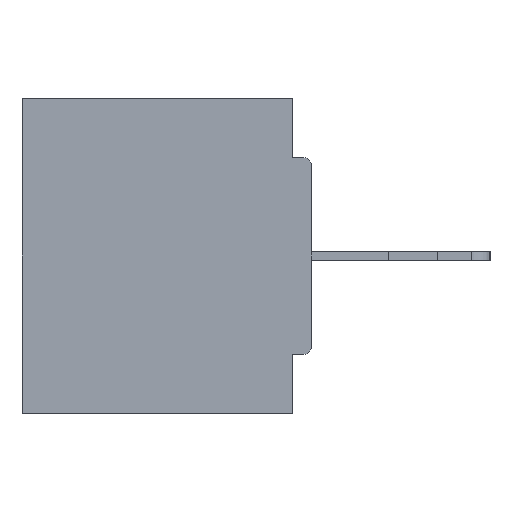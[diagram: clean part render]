
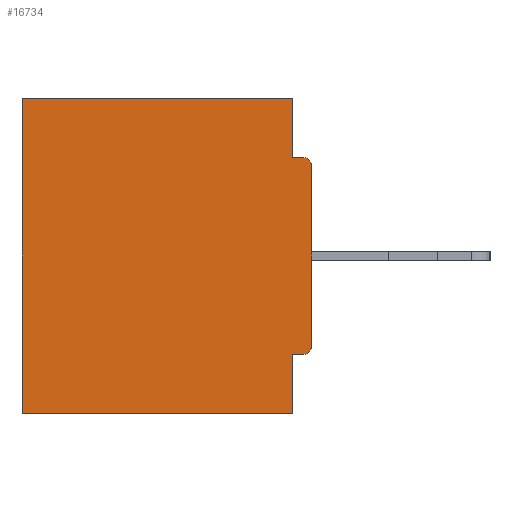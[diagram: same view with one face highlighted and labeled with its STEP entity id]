
A CAD part, left-side view. The second image highlights one B-rep face of the part: STEP entity #16734.
In plain terms, the highlighted planar face has unit normal (-1, 0, 0).
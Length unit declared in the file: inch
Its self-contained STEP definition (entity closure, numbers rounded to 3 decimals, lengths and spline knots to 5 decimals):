
#1574 = VERTEX_POINT ( 'NONE', #29838 ) ;
#1678 = DIRECTION ( 'NONE',  ( 1., 0., 0. ) ) ;
#1975 = CARTESIAN_POINT ( 'NONE',  ( 0.298, 0.031, -0.0935 ) ) ;
#2347 = VERTEX_POINT ( 'NONE', #31620 ) ;
#2677 = ORIENTED_EDGE ( 'NONE', *, *, #16342, .F. ) ;
#2821 = ORIENTED_EDGE ( 'NONE', *, *, #30207, .T. ) ;
#2891 = VECTOR ( 'NONE', #21246, 39.37008 ) ;
#3013 = LINE ( 'NONE', #24302, #9600 ) ;
#3090 = CARTESIAN_POINT ( 'NONE',  ( 0.298, 0., -0.0935 ) ) ;
#3233 = VECTOR ( 'NONE', #19611, 39.37008 ) ;
#3289 = DIRECTION ( 'NONE',  ( 0., -1., 0. ) ) ;
#6637 = VECTOR ( 'NONE', #25665, 39.37008 ) ;
#6677 = VECTOR ( 'NONE', #29668, 39.37008 ) ;
#7192 = VERTEX_POINT ( 'NONE', #1975 ) ;
#7286 = AXIS2_PLACEMENT_3D ( 'NONE', #23349, #1678, #20794 ) ;
#7517 = LINE ( 'NONE', #33545, #6637 ) ;
#7962 = CARTESIAN_POINT ( 'NONE',  ( 0.298, 0.015, -0.3915 ) ) ;
#7972 = EDGE_CURVE ( 'NONE', #7192, #28600, #17384, .T. ) ;
#8803 = CARTESIAN_POINT ( 'NONE',  ( 0.298, 0.031, -0.5 ) ) ;
#9210 = CARTESIAN_POINT ( 'NONE',  ( 0.298, 0.015, -0.1085 ) ) ;
#9459 = CARTESIAN_POINT ( 'NONE',  ( 0.298, 0., -0.5 ) ) ;
#9600 = VECTOR ( 'NONE', #26978, 39.37008 ) ;
#9865 = DIRECTION ( 'NONE',  ( 0., 0., -1. ) ) ;
#10662 = LINE ( 'NONE', #8803, #3233 ) ;
#10706 = DIRECTION ( 'NONE',  ( 0., 0., -1. ) ) ;
#10732 = ORIENTED_EDGE ( 'NONE', *, *, #7972, .F. ) ;
#11083 = CARTESIAN_POINT ( 'NONE',  ( 0.298, 0.031, 0. ) ) ;
#11166 = VERTEX_POINT ( 'NONE', #24549 ) ;
#11937 = DIRECTION ( 'NONE',  ( 0., 0., -1. ) ) ;
#11946 = ORIENTED_EDGE ( 'NONE', *, *, #17675, .T. ) ;
#13349 = CIRCLE ( 'NONE', #25602, 0.015 ) ;
#13614 = CARTESIAN_POINT ( 'NONE',  ( 0.298, 0.031, -0.4065 ) ) ;
#14723 = EDGE_CURVE ( 'NONE', #16368, #7192, #10662, .T. ) ;
#14754 = LINE ( 'NONE', #18905, #6677 ) ;
#14894 = DIRECTION ( 'NONE',  ( 0., 1., 0. ) ) ;
#15410 = PLANE ( 'NONE',  #7286 ) ;
#15638 = VERTEX_POINT ( 'NONE', #13614 ) ;
#16140 = AXIS2_PLACEMENT_3D ( 'NONE', #9210, #27930, #11937 ) ;
#16187 = VERTEX_POINT ( 'NONE', #31739 ) ;
#16342 = EDGE_CURVE ( 'NONE', #1574, #11166, #14754, .T. ) ;
#16368 = VERTEX_POINT ( 'NONE', #11083 ) ;
#16734 = ADVANCED_FACE ( 'NONE', ( #30588 ), #15410, .F. ) ;
#17384 = LINE ( 'NONE', #3090, #30741 ) ;
#17525 = VECTOR ( 'NONE', #9865, 39.37008 ) ;
#17675 = EDGE_CURVE ( 'NONE', #1574, #28600, #34209, .T. ) ;
#18508 = CARTESIAN_POINT ( 'NONE',  ( 0.298, 0., -0.4065 ) ) ;
#18905 = CARTESIAN_POINT ( 'NONE',  ( 0.298, 0., 0. ) ) ;
#19611 = DIRECTION ( 'NONE',  ( 0., 0., -1. ) ) ;
#20539 = CARTESIAN_POINT ( 'NONE',  ( 0.298, 0.46, 0. ) ) ;
#20794 = DIRECTION ( 'NONE',  ( 0., 0., -1. ) ) ;
#21246 = DIRECTION ( 'NONE',  ( 0., 1., 0. ) ) ;
#21589 = CARTESIAN_POINT ( 'NONE',  ( 0.298, 0.46, 0. ) ) ;
#23349 = CARTESIAN_POINT ( 'NONE',  ( 0.298, 0., 0. ) ) ;
#23956 = ORIENTED_EDGE ( 'NONE', *, *, #14723, .F. ) ;
#24162 = EDGE_CURVE ( 'NONE', #2347, #15638, #24547, .T. ) ;
#24256 = VERTEX_POINT ( 'NONE', #21589 ) ;
#24302 = CARTESIAN_POINT ( 'NONE',  ( 0.298, 0.031, -0.5 ) ) ;
#24547 = LINE ( 'NONE', #18508, #2891 ) ;
#24549 = CARTESIAN_POINT ( 'NONE',  ( 0.298, 0., -0.3915 ) ) ;
#24600 = LINE ( 'NONE', #20539, #17525 ) ;
#25602 = AXIS2_PLACEMENT_3D ( 'NONE', #7962, #26722, #10706 ) ;
#25665 = DIRECTION ( 'NONE',  ( 0., 1., 0. ) ) ;
#26202 = EDGE_LOOP ( 'NONE', ( #11946, #10732, #23956, #27649, #29621, #27245, #31564, #28584, #2821, #2677 ) ) ;
#26722 = DIRECTION ( 'NONE',  ( -1., 0., 0. ) ) ;
#26978 = DIRECTION ( 'NONE',  ( 0., 0., -1. ) ) ;
#27245 = ORIENTED_EDGE ( 'NONE', *, *, #34556, .F. ) ;
#27649 = ORIENTED_EDGE ( 'NONE', *, *, #28667, .T. ) ;
#27930 = DIRECTION ( 'NONE',  ( -1., 0., 0. ) ) ;
#28584 = ORIENTED_EDGE ( 'NONE', *, *, #24162, .F. ) ;
#28600 = VERTEX_POINT ( 'NONE', #33312 ) ;
#28667 = EDGE_CURVE ( 'NONE', #16368, #24256, #7517, .T. ) ;
#28809 = LINE ( 'NONE', #9459, #34987 ) ;
#29621 = ORIENTED_EDGE ( 'NONE', *, *, #34040, .T. ) ;
#29668 = DIRECTION ( 'NONE',  ( 0., 0., -1. ) ) ;
#29838 = CARTESIAN_POINT ( 'NONE',  ( 0.298, 0., -0.1085 ) ) ;
#30207 = EDGE_CURVE ( 'NONE', #2347, #11166, #13349, .T. ) ;
#30375 = CARTESIAN_POINT ( 'NONE',  ( 0.298, 0.031, -0.5 ) ) ;
#30588 = FACE_OUTER_BOUND ( 'NONE', #26202, .T. ) ;
#30741 = VECTOR ( 'NONE', #3289, 39.37008 ) ;
#31564 = ORIENTED_EDGE ( 'NONE', *, *, #33212, .F. ) ;
#31620 = CARTESIAN_POINT ( 'NONE',  ( 0.298, 0.015, -0.4065 ) ) ;
#31739 = CARTESIAN_POINT ( 'NONE',  ( 0.298, 0.46, -0.5 ) ) ;
#33212 = EDGE_CURVE ( 'NONE', #15638, #33375, #3013, .T. ) ;
#33312 = CARTESIAN_POINT ( 'NONE',  ( 0.298, 0.015, -0.0935 ) ) ;
#33375 = VERTEX_POINT ( 'NONE', #30375 ) ;
#33545 = CARTESIAN_POINT ( 'NONE',  ( 0.298, 0., 0. ) ) ;
#34040 = EDGE_CURVE ( 'NONE', #24256, #16187, #24600, .T. ) ;
#34209 = CIRCLE ( 'NONE', #16140, 0.015 ) ;
#34556 = EDGE_CURVE ( 'NONE', #33375, #16187, #28809, .T. ) ;
#34987 = VECTOR ( 'NONE', #14894, 39.37008 ) ;
